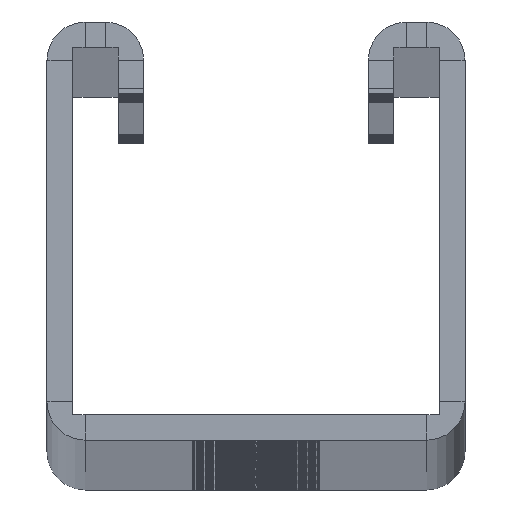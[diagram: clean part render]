
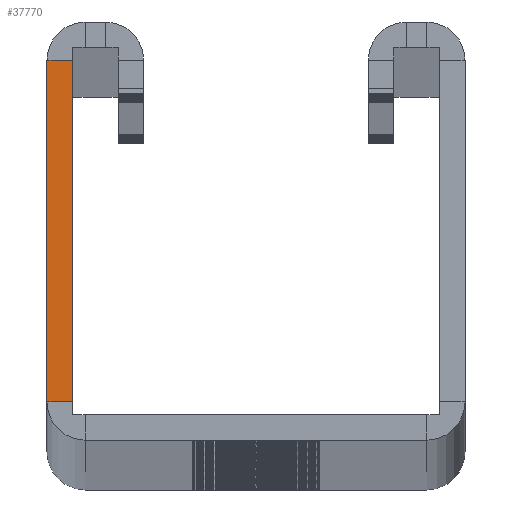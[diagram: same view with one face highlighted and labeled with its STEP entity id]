
A CAD part, top view. The second image highlights one B-rep face of the part: STEP entity #37770.
In plain terms, the highlighted planar face has unit normal (0, 0, 1).
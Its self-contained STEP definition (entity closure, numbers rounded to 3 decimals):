
#1061 = VERTEX_POINT ( 'NONE', #64981 ) ;
#4582 = CARTESIAN_POINT ( 'NONE',  ( -18., 0., 0. ) ) ;
#5411 = ORIENTED_EDGE ( 'NONE', *, *, #74433, .T. ) ;
#9872 = VECTOR ( 'NONE', #26995, 1000. ) ;
#9910 = VECTOR ( 'NONE', #60152, 1000. ) ;
#14076 = EDGE_CURVE ( 'NONE', #23695, #30715, #41721, .T. ) ;
#16588 = ORIENTED_EDGE ( 'NONE', *, *, #14076, .F. ) ;
#19108 = FACE_OUTER_BOUND ( 'NONE', #43917, .T. ) ;
#19231 = VECTOR ( 'NONE', #52951, 1000. ) ;
#23695 = VERTEX_POINT ( 'NONE', #62058 ) ;
#24492 = AXIS2_PLACEMENT_3D ( 'NONE', #35770, #77370, #41518 ) ;
#26995 = DIRECTION ( 'NONE',  ( 1., 0., 0. ) ) ;
#27252 = CARTESIAN_POINT ( 'NONE',  ( -20.5, 3.75, 0. ) ) ;
#30715 = VERTEX_POINT ( 'NONE', #55437 ) ;
#35508 = PLANE ( 'NONE',  #24492 ) ;
#35770 = CARTESIAN_POINT ( 'NONE',  ( -16.75, 2.5, 0. ) ) ;
#37770 = ADVANCED_FACE ( 'NONE', ( #19108 ), #35508, .T. ) ;
#38126 = CARTESIAN_POINT ( 'NONE',  ( -18., 37.25, 0. ) ) ;
#41518 = DIRECTION ( 'NONE',  ( 1., 0., 0. ) ) ;
#41721 = LINE ( 'NONE', #47116, #9910 ) ;
#42782 = VECTOR ( 'NONE', #68171, 1000. ) ;
#43917 = EDGE_LOOP ( 'NONE', ( #16588, #5411, #68317, #56583 ) ) ;
#45402 = LINE ( 'NONE', #4582, #19231 ) ;
#46316 = LINE ( 'NONE', #27252, #9872 ) ;
#47116 = CARTESIAN_POINT ( 'NONE',  ( -20.5, 0., 0. ) ) ;
#49647 = EDGE_CURVE ( 'NONE', #76442, #1061, #45402, .T. ) ;
#52951 = DIRECTION ( 'NONE',  ( 0., 1., 0. ) ) ;
#55437 = CARTESIAN_POINT ( 'NONE',  ( -20.5, 37.25, 0. ) ) ;
#56583 = ORIENTED_EDGE ( 'NONE', *, *, #72460, .T. ) ;
#60152 = DIRECTION ( 'NONE',  ( 0., 1., 0. ) ) ;
#62058 = CARTESIAN_POINT ( 'NONE',  ( -20.5, 3.75, 0. ) ) ;
#62423 = LINE ( 'NONE', #38126, #42782 ) ;
#64981 = CARTESIAN_POINT ( 'NONE',  ( -18., 37.25, 0. ) ) ;
#68171 = DIRECTION ( 'NONE',  ( -1., 0., 0. ) ) ;
#68317 = ORIENTED_EDGE ( 'NONE', *, *, #49647, .T. ) ;
#71619 = CARTESIAN_POINT ( 'NONE',  ( -18., 3.75, 0. ) ) ;
#72460 = EDGE_CURVE ( 'NONE', #1061, #30715, #62423, .T. ) ;
#74433 = EDGE_CURVE ( 'NONE', #23695, #76442, #46316, .T. ) ;
#76442 = VERTEX_POINT ( 'NONE', #71619 ) ;
#77370 = DIRECTION ( 'NONE',  ( 0., 0., 1. ) ) ;
